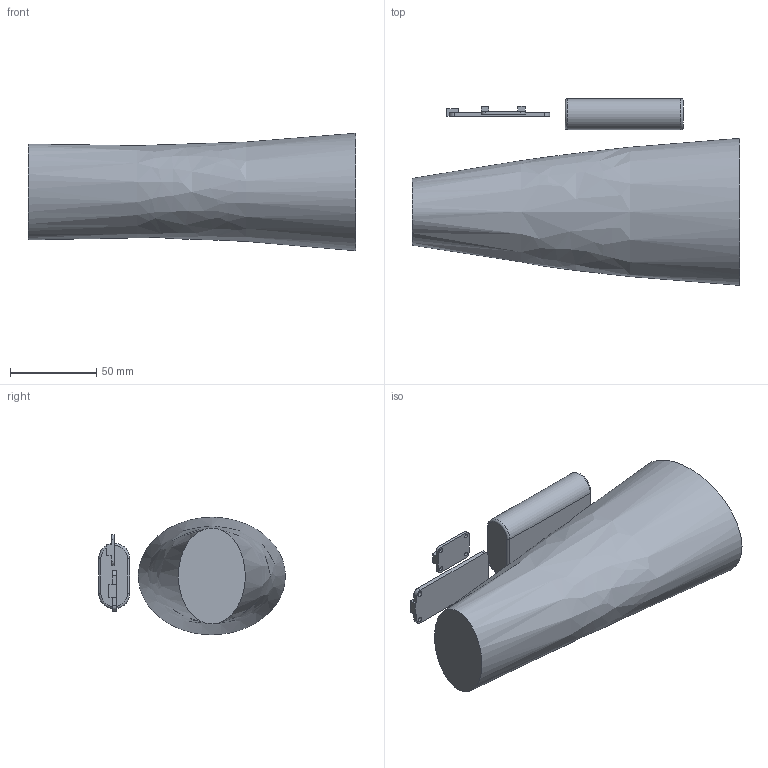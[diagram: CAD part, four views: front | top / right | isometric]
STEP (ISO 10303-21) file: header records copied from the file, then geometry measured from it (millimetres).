
FILE_DESCRIPTION(/* description */ (''),/* implementation_level */ '2;1');
FILE_NAME(/* name */ 'Modus Bracer v15.step',/* time_stamp */ '2020-06-10T19:30:23-04:00',/* author */ (''),/* organization */ (''),/* preprocessor_version */ 'ST-DEVELOPER v18.1',/* originating_system */ 'Autodesk Translation Framework v9.3.0.1241',/* authorisation */ '');
FILE_SCHEMA (('AUTOMOTIVE_DESIGN { 1 0 10303 214 3 1 1 }'));
Length unit declared in the file: millimetre
Products named in the file (6): Modus Bracer; Glove 3.0 v28; Model A_Battery v1; GMA Audio_ESP32 Thing Plus v1; LSM6DSOX; ARM
Assembly tree (5 placements, depth 3):
  Modus Bracer
    Glove 3.0 v28
      Model A_Battery v1
    GMA Audio_ESP32 Thing Plus v1
    LSM6DSOX
    ARM
Bounding box: 190.5 x 108.49 x 68.25 mm (x, y, z)
Volume: 622672.6 mm3; surface area: 55687.3 mm2
Topology: 4 solids, 4 shells, 75 faces, 190 edges, 124 vertices
Faces by surface type: plane 50, cylinder 20, torus 4, bspline 1
Full cylindrical faces by diameter (mm): 2.4 x4, 3 x2
Entity records: 2558 total; most frequent: CARTESIAN_POINT 487, DIRECTION 407, ORIENTED_EDGE 380, EDGE_CURVE 190, LINE 143, VECTOR 143, AXIS2_PLACEMENT_3D 132, VERTEX_POINT 124
